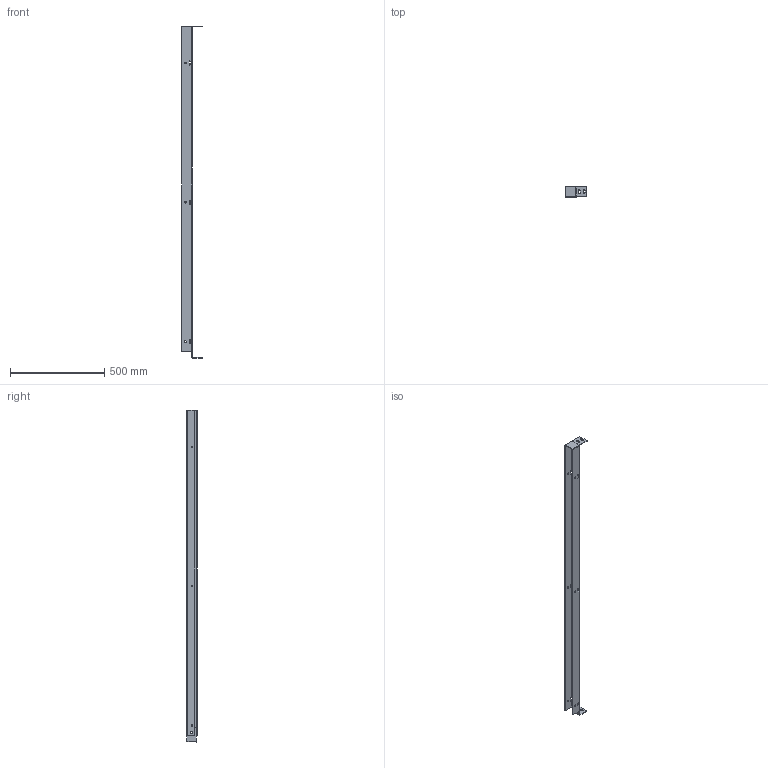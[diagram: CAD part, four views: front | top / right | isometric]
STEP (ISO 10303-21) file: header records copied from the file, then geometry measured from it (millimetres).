
FILE_DESCRIPTION (( 'STEP AP203' ), '1' );
FILE_NAME ('1418ZCS_Default.step', '2019-11-03T00:49:01', ( '' ), ( '' ), 'SwSTEP 2.0', 'SolidWorks 2019', '' );
FILE_SCHEMA (( 'CONFIG_CONTROL_DESIGN' ));
Length unit declared in the file: inch
Products named in the file (1): 1418ZCS_Default
Bounding box: 111.12 x 57.1 x 1763.73 mm (x, y, z)
Volume: 1071934.4 mm3; surface area: 703993 mm2
Topology: 4 solids, 4 shells, 120 faces, 352 edges, 234 vertices
Faces by surface type: plane 72, cylinder 48
Entity records: 4177 total; most frequent: CARTESIAN_POINT 707, ORIENTED_EDGE 704, DIRECTION 702, EDGE_CURVE 352, LINE 244, VECTOR 244, VERTEX_POINT 234, AXIS2_PLACEMENT_3D 229
